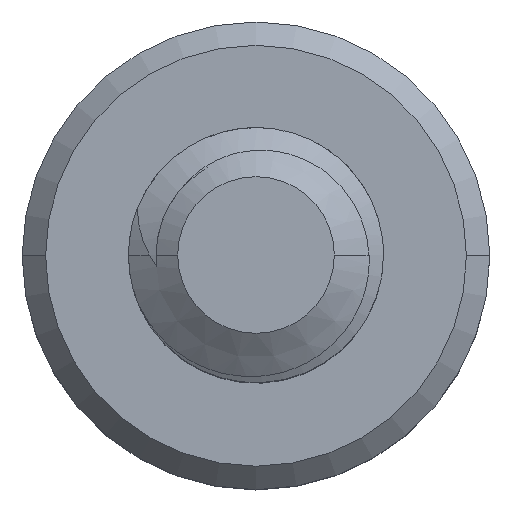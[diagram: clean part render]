
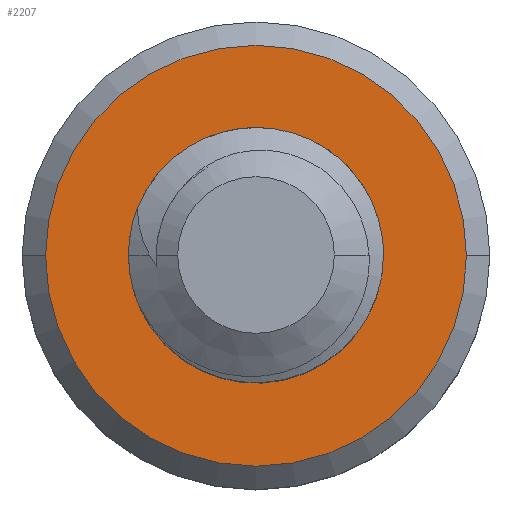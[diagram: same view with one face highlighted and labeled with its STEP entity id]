
A CAD part, top view. The second image highlights one B-rep face of the part: STEP entity #2207.
In plain terms, the highlighted planar face has unit normal (0, 0, 1).
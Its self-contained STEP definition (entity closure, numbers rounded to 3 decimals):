
#51 = CARTESIAN_POINT ( 'NONE',  ( 0., -1.175, -5. ) ) ;
#67 = DIRECTION ( 'NONE',  ( 0., 0., -1. ) ) ;
#77 = ORIENTED_EDGE ( 'NONE', *, *, #1319, .F. ) ;
#78 = CARTESIAN_POINT ( 'NONE',  ( -0.649, -1.077, -5. ) ) ;
#89 = CARTESIAN_POINT ( 'NONE',  ( 1.301, 0.351, -5. ) ) ;
#97 = DIRECTION ( 'NONE',  ( 0., 0., 1. ) ) ;
#112 = CARTESIAN_POINT ( 'NONE',  ( 2.475, 0., -5. ) ) ;
#125 = CARTESIAN_POINT ( 'NONE',  ( -2.475, 0., -5. ) ) ;
#182 = CARTESIAN_POINT ( 'NONE',  ( 0., 0., -5. ) ) ;
#278 = CARTESIAN_POINT ( 'NONE',  ( 0., 0., -5. ) ) ;
#323 = CARTESIAN_POINT ( 'NONE',  ( -0.98, -0.856, -5. ) ) ;
#333 = CARTESIAN_POINT ( 'NONE',  ( 1.215, -0.312, -5. ) ) ;
#369 = B_SPLINE_CURVE_WITH_KNOTS ( 'NONE', 3,
 ( #2615, #828, #1085, #2869, #1360, #3123, #1607, #89, #1866, #333, #2115, #595, #2373, #836 ),
 .UNSPECIFIED., .F., .F.,
 ( 4, 2, 2, 2, 2, 2, 4 ),
 ( 0., 0.001, 0.001, 0.002, 0.002, 0.003, 0.003 ),
 .UNSPECIFIED. ) ;
#397 = EDGE_LOOP ( 'NONE', ( #974, #1083 ) ) ;
#526 = DIRECTION ( 'NONE',  ( -1., 0., 0. ) ) ;
#580 = CARTESIAN_POINT ( 'NONE',  ( -1.226, -0.541, -5. ) ) ;
#590 = VERTEX_POINT ( 'NONE', #3059 ) ;
#595 = CARTESIAN_POINT ( 'NONE',  ( 1.017, -0.659, -5. ) ) ;
#681 = PLANE ( 'NONE',  #1521 ) ;
#683 = DIRECTION ( 'NONE',  ( -1., 0., 0. ) ) ;
#765 = CIRCLE ( 'NONE', #1936, 2.475 ) ;
#827 = CARTESIAN_POINT ( 'NONE',  ( -1.423, 0.097, -5. ) ) ;
#828 = CARTESIAN_POINT ( 'NONE',  ( 0.266, 1.478, -5. ) ) ;
#836 = CARTESIAN_POINT ( 'NONE',  ( 0.823, -0.839, -5. ) ) ;
#973 = VERTEX_POINT ( 'NONE', #1163 ) ;
#974 = ORIENTED_EDGE ( 'NONE', *, *, #1723, .T. ) ;
#1083 = ORIENTED_EDGE ( 'NONE', *, *, #2573, .T. ) ;
#1084 = CARTESIAN_POINT ( 'NONE',  ( -1.322, 0.617, -5. ) ) ;
#1085 = CARTESIAN_POINT ( 'NONE',  ( 0.522, 1.38, -5. ) ) ;
#1103 = DIRECTION ( 'NONE',  ( 0., 0., 1. ) ) ;
#1130 = ORIENTED_EDGE ( 'NONE', *, *, #2742, .T. ) ;
#1151 = VERTEX_POINT ( 'NONE', #125 ) ;
#1163 = CARTESIAN_POINT ( 'NONE',  ( 0.823, -0.839, -5. ) ) ;
#1183 = VERTEX_POINT ( 'NONE', #51 ) ;
#1319 = EDGE_CURVE ( 'NONE', #590, #1903, #2843, .T. ) ;
#1329 = CARTESIAN_POINT ( 'NONE',  ( -0.133, -1.189, -5. ) ) ;
#1359 = CARTESIAN_POINT ( 'NONE',  ( -1.137, 0.968, -5. ) ) ;
#1360 = CARTESIAN_POINT ( 'NONE',  ( 0.935, 1.048, -5. ) ) ;
#1395 = CIRCLE ( 'NONE', #1624, 2.475 ) ;
#1450 = B_SPLINE_CURVE_WITH_KNOTS ( 'NONE', 3,
 ( #2344, #1329, #3110, #1599, #78, #1851, #323, #2105, #580, #2359, #827, #2614, #1084, #2868, #1359, #3122 ),
 .UNSPECIFIED., .F., .F.,
 ( 4, 2, 2, 2, 2, 2, 2, 4 ),
 ( 0., 0., 0.001, 0.001, 0.002, 0.002, 0.003, 0.003 ),
 .UNSPECIFIED. ) ;
#1493 = FACE_OUTER_BOUND ( 'NONE', #397, .T. ) ;
#1521 = AXIS2_PLACEMENT_3D ( 'NONE', #182, #2211, #683 ) ;
#1588 = CIRCLE ( 'NONE', #2486, 1.175 ) ;
#1591 = CARTESIAN_POINT ( 'NONE',  ( 0., 0., -5. ) ) ;
#1599 = CARTESIAN_POINT ( 'NONE',  ( -0.526, -1.125, -5. ) ) ;
#1607 = CARTESIAN_POINT ( 'NONE',  ( 1.161, 0.72, -5. ) ) ;
#1619 = CARTESIAN_POINT ( 'NONE',  ( 0., 0., -5. ) ) ;
#1624 = AXIS2_PLACEMENT_3D ( 'NONE', #278, #2052, #526 ) ;
#1702 = CARTESIAN_POINT ( 'NONE',  ( -1.051, 1.07, -5. ) ) ;
#1723 = EDGE_CURVE ( 'NONE', #1151, #2088, #765, .T. ) ;
#1842 = DIRECTION ( 'NONE',  ( 1., 0., 0. ) ) ;
#1851 = CARTESIAN_POINT ( 'NONE',  ( -0.878, -0.941, -5. ) ) ;
#1866 = CARTESIAN_POINT ( 'NONE',  ( 1.317, 0.073, -5. ) ) ;
#1877 = DIRECTION ( 'NONE',  ( -1., 0., 0. ) ) ;
#1903 = VERTEX_POINT ( 'NONE', #1702 ) ;
#1936 = AXIS2_PLACEMENT_3D ( 'NONE', #1619, #97, #1877 ) ;
#2012 = EDGE_CURVE ( 'NONE', #1183, #1903, #1450, .T. ) ;
#2049 = AXIS2_PLACEMENT_3D ( 'NONE', #2631, #1103, #2883 ) ;
#2052 = DIRECTION ( 'NONE',  ( 0., 0., 1. ) ) ;
#2063 = ORIENTED_EDGE ( 'NONE', *, *, #2012, .T. ) ;
#2088 = VERTEX_POINT ( 'NONE', #112 ) ;
#2105 = CARTESIAN_POINT ( 'NONE',  ( -1.155, -0.655, -5. ) ) ;
#2115 = CARTESIAN_POINT ( 'NONE',  ( 1.161, -0.435, -5. ) ) ;
#2207 = ADVANCED_FACE ( 'NONE', ( #1493, #2599 ), #681, .F. ) ;
#2211 = DIRECTION ( 'NONE',  ( 0., 0., -1. ) ) ;
#2344 = CARTESIAN_POINT ( 'NONE',  ( 0., -1.175, -5. ) ) ;
#2359 = CARTESIAN_POINT ( 'NONE',  ( -1.387, -0.178, -5. ) ) ;
#2373 = CARTESIAN_POINT ( 'NONE',  ( 0.93, -0.757, -5. ) ) ;
#2486 = AXIS2_PLACEMENT_3D ( 'NONE', #1591, #67, #1842 ) ;
#2573 = EDGE_CURVE ( 'NONE', #2088, #1151, #1395, .T. ) ;
#2599 = FACE_BOUND ( 'NONE', #2980, .T. ) ;
#2614 = CARTESIAN_POINT ( 'NONE',  ( -1.362, 0.488, -5. ) ) ;
#2615 = CARTESIAN_POINT ( 'NONE',  ( 0., 1.5, -5. ) ) ;
#2631 = CARTESIAN_POINT ( 'NONE',  ( 0., 0., -5. ) ) ;
#2698 = ORIENTED_EDGE ( 'NONE', *, *, #2796, .T. ) ;
#2742 = EDGE_CURVE ( 'NONE', #973, #1183, #1588, .T. ) ;
#2796 = EDGE_CURVE ( 'NONE', #590, #973, #369, .T. ) ;
#2843 = CIRCLE ( 'NONE', #2049, 1.5 ) ;
#2868 = CARTESIAN_POINT ( 'NONE',  ( -1.209, 0.856, -5. ) ) ;
#2869 = CARTESIAN_POINT ( 'NONE',  ( 0.84, 1.143, -5. ) ) ;
#2883 = DIRECTION ( 'NONE',  ( 1., 0., 0. ) ) ;
#2980 = EDGE_LOOP ( 'NONE', ( #77, #2698, #1130, #2063 ) ) ;
#3059 = CARTESIAN_POINT ( 'NONE',  ( 0., 1.5, -5. ) ) ;
#3110 = CARTESIAN_POINT ( 'NONE',  ( -0.265, -1.182, -5. ) ) ;
#3122 = CARTESIAN_POINT ( 'NONE',  ( -1.051, 1.07, -5. ) ) ;
#3123 = CARTESIAN_POINT ( 'NONE',  ( 1.095, 0.838, -5. ) ) ;
